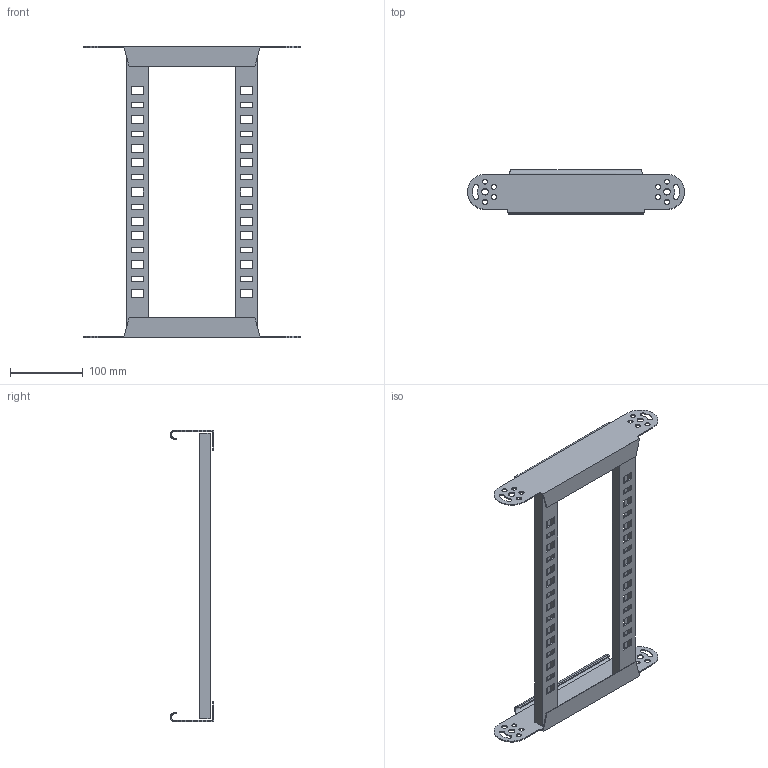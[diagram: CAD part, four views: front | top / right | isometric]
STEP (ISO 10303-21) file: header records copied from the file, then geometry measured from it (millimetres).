
FILE_DESCRIPTION (( 'STEP AP214' ), '1' );
FILE_NAME ('6225474.stp', '2017-03-24T10:12:28', ( '' ), ( '' ), 'SwSTEP 2.0', 'SolidWorks 2016', '' );
FILE_SCHEMA (( 'AUTOMOTIVE_DESIGN' ));
Length unit declared in the file: millimetre
Products named in the file (3): 079986_L=0392; 086523_Standard; 6225474
Assembly tree (4 placements, depth 2):
  6225474
    086523_Standard  x2
    079986_L=0392  x2
Bounding box: 298 x 60 x 400 mm (x, y, z)
Volume: 138641.6 mm3; surface area: 193134.4 mm2
Topology: 4 solids, 4 shells, 266 faces, 758 edges, 500 vertices
Faces by surface type: plane 184, cylinder 74, bspline 8
Entity records: 6373 total; most frequent: CARTESIAN_POINT 1184, ORIENTED_EDGE 758, DIRECTION 708, EDGE_CURVE 379, VECTOR 296, LINE 296, VERTEX_POINT 250, AXIS2_PLACEMENT_3D 206
